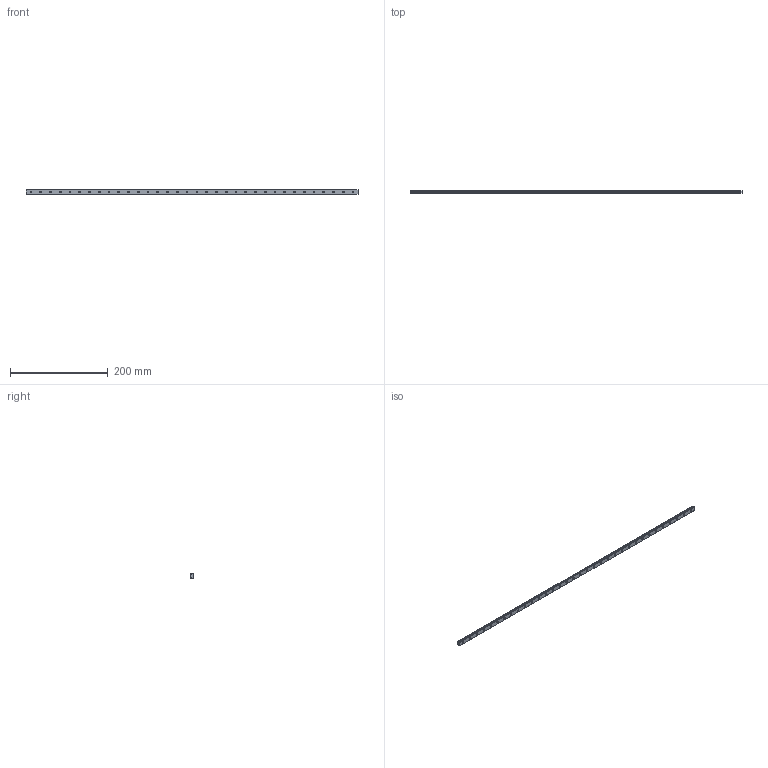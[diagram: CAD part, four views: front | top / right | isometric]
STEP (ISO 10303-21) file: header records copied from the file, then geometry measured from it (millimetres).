
FILE_DESCRIPTION (( 'STEP AP214' ), '1' );
FILE_NAME ('SRS9XGMSS-680LM_G10_0_0_0_0_0_1.STEP', '2021-08-13T09:28:57', ( '' ), ( '' ), 'SwSTEP 2.0', 'SolidWorks 2021', '' );
FILE_SCHEMA (( 'AUTOMOTIVE_DESIGN' ));
Length unit declared in the file: millimetre
Products named in the file (2): SRS9XGMSS-680LM_G10_0_0_0_0_0_1; _SRS9XGM68010 Track
Assembly tree (1 placements, depth 2):
  SRS9XGMSS-680LM_G10_0_0_0_0_0_1
    _SRS9XGM68010 Track
Bounding box: 680 x 5.5 x 9 mm (x, y, z)
Volume: 27098.7 mm3; surface area: 21924.8 mm2
Topology: 1 solids, 1 shells, 199 faces, 489 edges, 326 vertices
Faces by surface type: cylinder 149, plane 50
Entity records: 6243 total; most frequent: DIRECTION 1193, CARTESIAN_POINT 1018, ORIENTED_EDGE 978, AXIS2_PLACEMENT_3D 501, EDGE_CURVE 489, VERTEX_POINT 326, EDGE_LOOP 301, CIRCLE 298
